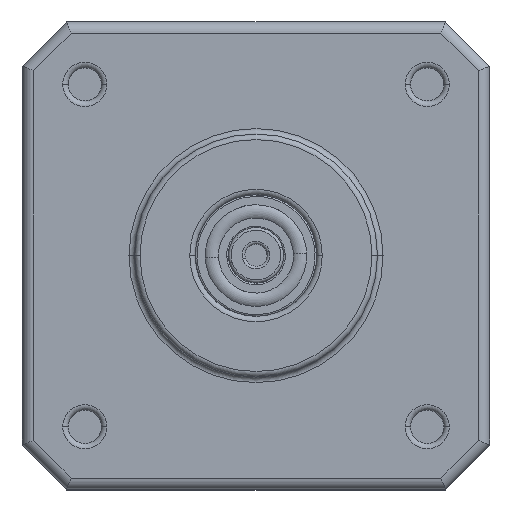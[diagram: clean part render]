
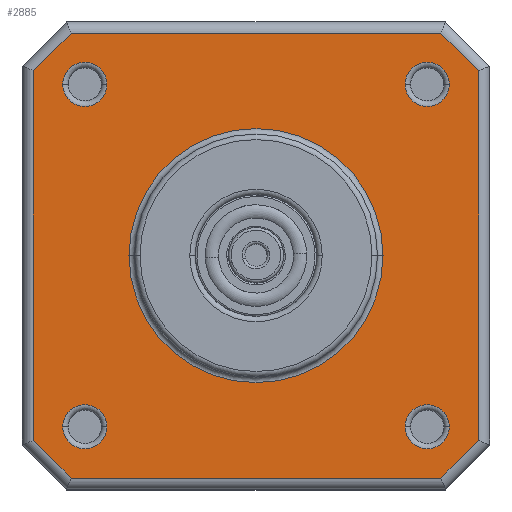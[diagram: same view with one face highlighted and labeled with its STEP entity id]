
A CAD part, top view. The second image highlights one B-rep face of the part: STEP entity #2885.
In plain terms, the highlighted planar face has unit normal (0, 0, 1).
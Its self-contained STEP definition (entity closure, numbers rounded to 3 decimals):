
#2287 = EDGE_CURVE('',#2288,#2290,#2292,.T.);
#2288 = VERTEX_POINT('',#2289);
#2289 = CARTESIAN_POINT('',(-27.896,20.117,
    44.));
#2290 = VERTEX_POINT('',#2291);
#2291 = CARTESIAN_POINT('',(-23.896,20.117,
    44.));
#2292 = CIRCLE('',#2293,2.);
#2293 = AXIS2_PLACEMENT_3D('',#2294,#2295,#2296);
#2294 = CARTESIAN_POINT('',(-25.896,20.117,
    44.));
#2295 = DIRECTION('',(0.,0.,-1.));
#2296 = DIRECTION('',(1.,0.,0.));
#2331 = EDGE_CURVE('',#2332,#2334,#2336,.T.);
#2332 = VERTEX_POINT('',#2333);
#2333 = CARTESIAN_POINT('',(3.104,20.117,
    44.));
#2334 = VERTEX_POINT('',#2335);
#2335 = CARTESIAN_POINT('',(7.104,20.117,44.
    ));
#2336 = CIRCLE('',#2337,2.);
#2337 = AXIS2_PLACEMENT_3D('',#2338,#2339,#2340);
#2338 = CARTESIAN_POINT('',(5.104,20.117,44.
    ));
#2339 = DIRECTION('',(0.,0.,-1.));
#2340 = DIRECTION('',(1.,0.,0.));
#2375 = EDGE_CURVE('',#2376,#2378,#2380,.T.);
#2376 = VERTEX_POINT('',#2377);
#2377 = CARTESIAN_POINT('',(3.104,-10.883,44.
    ));
#2378 = VERTEX_POINT('',#2379);
#2379 = CARTESIAN_POINT('',(7.104,-10.883,44.
    ));
#2380 = CIRCLE('',#2381,2.);
#2381 = AXIS2_PLACEMENT_3D('',#2382,#2383,#2384);
#2382 = CARTESIAN_POINT('',(5.104,-10.883,44.
    ));
#2383 = DIRECTION('',(0.,0.,-1.));
#2384 = DIRECTION('',(1.,0.,0.));
#2419 = EDGE_CURVE('',#2420,#2422,#2424,.T.);
#2420 = VERTEX_POINT('',#2421);
#2421 = CARTESIAN_POINT('',(-27.896,-10.883,
    44.));
#2422 = VERTEX_POINT('',#2423);
#2423 = CARTESIAN_POINT('',(-23.896,-10.883,
    44.));
#2424 = CIRCLE('',#2425,2.);
#2425 = AXIS2_PLACEMENT_3D('',#2426,#2427,#2428);
#2426 = CARTESIAN_POINT('',(-25.896,-10.883,
    44.));
#2427 = DIRECTION('',(0.,0.,-1.));
#2428 = DIRECTION('',(1.,0.,0.));
#2662 = VERTEX_POINT('',#2663);
#2663 = CARTESIAN_POINT('',(1.104,4.617,44.)
  );
#2670 = EDGE_CURVE('',#2662,#2671,#2673,.T.);
#2671 = VERTEX_POINT('',#2672);
#2672 = CARTESIAN_POINT('',(-21.896,4.617,
    44.));
#2673 = CIRCLE('',#2674,11.5);
#2674 = AXIS2_PLACEMENT_3D('',#2675,#2676,#2677);
#2675 = CARTESIAN_POINT('',(-10.396,4.617,
    44.));
#2676 = DIRECTION('',(0.,0.,-1.));
#2677 = DIRECTION('',(1.,0.,0.));
#2885 = ADVANCED_FACE('',(#2886,#2896,#2906,#2916,#2926,#2936),#3002,.T.
  );
#2886 = FACE_BOUND('',#2887,.T.);
#2887 = EDGE_LOOP('',(#2888,#2895));
#2888 = ORIENTED_EDGE('',*,*,#2889,.T.);
#2889 = EDGE_CURVE('',#2422,#2420,#2890,.T.);
#2890 = CIRCLE('',#2891,2.);
#2891 = AXIS2_PLACEMENT_3D('',#2892,#2893,#2894);
#2892 = CARTESIAN_POINT('',(-25.896,-10.883,
    44.));
#2893 = DIRECTION('',(0.,0.,-1.));
#2894 = DIRECTION('',(1.,0.,0.));
#2895 = ORIENTED_EDGE('',*,*,#2419,.T.);
#2896 = FACE_BOUND('',#2897,.T.);
#2897 = EDGE_LOOP('',(#2898,#2905));
#2898 = ORIENTED_EDGE('',*,*,#2899,.T.);
#2899 = EDGE_CURVE('',#2378,#2376,#2900,.T.);
#2900 = CIRCLE('',#2901,2.);
#2901 = AXIS2_PLACEMENT_3D('',#2902,#2903,#2904);
#2902 = CARTESIAN_POINT('',(5.104,-10.883,44.
    ));
#2903 = DIRECTION('',(0.,0.,-1.));
#2904 = DIRECTION('',(1.,0.,0.));
#2905 = ORIENTED_EDGE('',*,*,#2375,.T.);
#2906 = FACE_BOUND('',#2907,.T.);
#2907 = EDGE_LOOP('',(#2908,#2915));
#2908 = ORIENTED_EDGE('',*,*,#2909,.T.);
#2909 = EDGE_CURVE('',#2334,#2332,#2910,.T.);
#2910 = CIRCLE('',#2911,2.);
#2911 = AXIS2_PLACEMENT_3D('',#2912,#2913,#2914);
#2912 = CARTESIAN_POINT('',(5.104,20.117,44.
    ));
#2913 = DIRECTION('',(0.,0.,-1.));
#2914 = DIRECTION('',(1.,0.,0.));
#2915 = ORIENTED_EDGE('',*,*,#2331,.T.);
#2916 = FACE_BOUND('',#2917,.T.);
#2917 = EDGE_LOOP('',(#2918,#2925));
#2918 = ORIENTED_EDGE('',*,*,#2919,.T.);
#2919 = EDGE_CURVE('',#2290,#2288,#2920,.T.);
#2920 = CIRCLE('',#2921,2.);
#2921 = AXIS2_PLACEMENT_3D('',#2922,#2923,#2924);
#2922 = CARTESIAN_POINT('',(-25.896,20.117,
    44.));
#2923 = DIRECTION('',(0.,0.,-1.));
#2924 = DIRECTION('',(1.,0.,0.));
#2925 = ORIENTED_EDGE('',*,*,#2287,.T.);
#2926 = FACE_BOUND('',#2927,.T.);
#2927 = EDGE_LOOP('',(#2928,#2929));
#2928 = ORIENTED_EDGE('',*,*,#2670,.T.);
#2929 = ORIENTED_EDGE('',*,*,#2930,.T.);
#2930 = EDGE_CURVE('',#2671,#2662,#2931,.T.);
#2931 = CIRCLE('',#2932,11.5);
#2932 = AXIS2_PLACEMENT_3D('',#2933,#2934,#2935);
#2933 = CARTESIAN_POINT('',(-10.396,4.617,
    44.));
#2934 = DIRECTION('',(0.,0.,-1.));
#2935 = DIRECTION('',(1.,0.,0.));
#2936 = FACE_BOUND('',#2937,.T.);
#2937 = EDGE_LOOP('',(#2938,#2948,#2956,#2964,#2972,#2980,#2988,#2996));
#2938 = ORIENTED_EDGE('',*,*,#2939,.T.);
#2939 = EDGE_CURVE('',#2940,#2942,#2944,.T.);
#2940 = VERTEX_POINT('',#2941);
#2941 = CARTESIAN_POINT('',(-30.546,-12.119,
    44.));
#2942 = VERTEX_POINT('',#2943);
#2943 = CARTESIAN_POINT('',(-27.131,-15.533,
    44.));
#2944 = LINE('',#2945,#2946);
#2945 = CARTESIAN_POINT('',(-26.838,-15.826,
    44.));
#2946 = VECTOR('',#2947,1.);
#2947 = DIRECTION('',(0.707,-0.707,0.)
  );
#2948 = ORIENTED_EDGE('',*,*,#2949,.T.);
#2949 = EDGE_CURVE('',#2942,#2950,#2952,.T.);
#2950 = VERTEX_POINT('',#2951);
#2951 = CARTESIAN_POINT('',(6.34,-15.533,
    44.));
#2952 = LINE('',#2953,#2954);
#2953 = CARTESIAN_POINT('',(6.754,-15.533,44.
    ));
#2954 = VECTOR('',#2955,1.);
#2955 = DIRECTION('',(1.,0.,0.));
#2956 = ORIENTED_EDGE('',*,*,#2957,.T.);
#2957 = EDGE_CURVE('',#2950,#2958,#2960,.T.);
#2958 = VERTEX_POINT('',#2959);
#2959 = CARTESIAN_POINT('',(9.754,-12.119,44.
    ));
#2960 = LINE('',#2961,#2962);
#2961 = CARTESIAN_POINT('',(10.047,-11.826,
    44.));
#2962 = VECTOR('',#2963,1.);
#2963 = DIRECTION('',(0.707,0.707,0.)
  );
#2964 = ORIENTED_EDGE('',*,*,#2965,.T.);
#2965 = EDGE_CURVE('',#2958,#2966,#2968,.T.);
#2966 = VERTEX_POINT('',#2967);
#2967 = CARTESIAN_POINT('',(9.754,21.353,44.
    ));
#2968 = LINE('',#2969,#2970);
#2969 = CARTESIAN_POINT('',(9.754,21.767,44.
    ));
#2970 = VECTOR('',#2971,1.);
#2971 = DIRECTION('',(0.,1.,0.));
#2972 = ORIENTED_EDGE('',*,*,#2973,.T.);
#2973 = EDGE_CURVE('',#2966,#2974,#2976,.T.);
#2974 = VERTEX_POINT('',#2975);
#2975 = CARTESIAN_POINT('',(6.34,24.767,
    44.));
#2976 = LINE('',#2977,#2978);
#2977 = CARTESIAN_POINT('',(6.047,25.06,
    44.));
#2978 = VECTOR('',#2979,1.);
#2979 = DIRECTION('',(-0.707,0.707,0.
    ));
#2980 = ORIENTED_EDGE('',*,*,#2981,.T.);
#2981 = EDGE_CURVE('',#2974,#2982,#2984,.T.);
#2982 = VERTEX_POINT('',#2983);
#2983 = CARTESIAN_POINT('',(-27.131,24.767,
    44.));
#2984 = LINE('',#2985,#2986);
#2985 = CARTESIAN_POINT('',(-27.546,24.767,
    44.));
#2986 = VECTOR('',#2987,1.);
#2987 = DIRECTION('',(-1.,0.,0.));
#2988 = ORIENTED_EDGE('',*,*,#2989,.T.);
#2989 = EDGE_CURVE('',#2982,#2990,#2992,.T.);
#2990 = VERTEX_POINT('',#2991);
#2991 = CARTESIAN_POINT('',(-30.546,21.353,
    44.));
#2992 = LINE('',#2993,#2994);
#2993 = CARTESIAN_POINT('',(-30.838,21.06,
    44.));
#2994 = VECTOR('',#2995,1.);
#2995 = DIRECTION('',(-0.707,-0.707,
    0.));
#2996 = ORIENTED_EDGE('',*,*,#2997,.T.);
#2997 = EDGE_CURVE('',#2990,#2940,#2998,.T.);
#2998 = LINE('',#2999,#3000);
#2999 = CARTESIAN_POINT('',(-30.546,-12.533,
    44.));
#3000 = VECTOR('',#3001,1.);
#3001 = DIRECTION('',(0.,-1.,0.));
#3002 = PLANE('',#3003);
#3003 = AXIS2_PLACEMENT_3D('',#3004,#3005,#3006);
#3004 = CARTESIAN_POINT('',(-10.396,4.617,
    44.));
#3005 = DIRECTION('',(0.,0.,1.));
#3006 = DIRECTION('',(1.,0.,0.));
